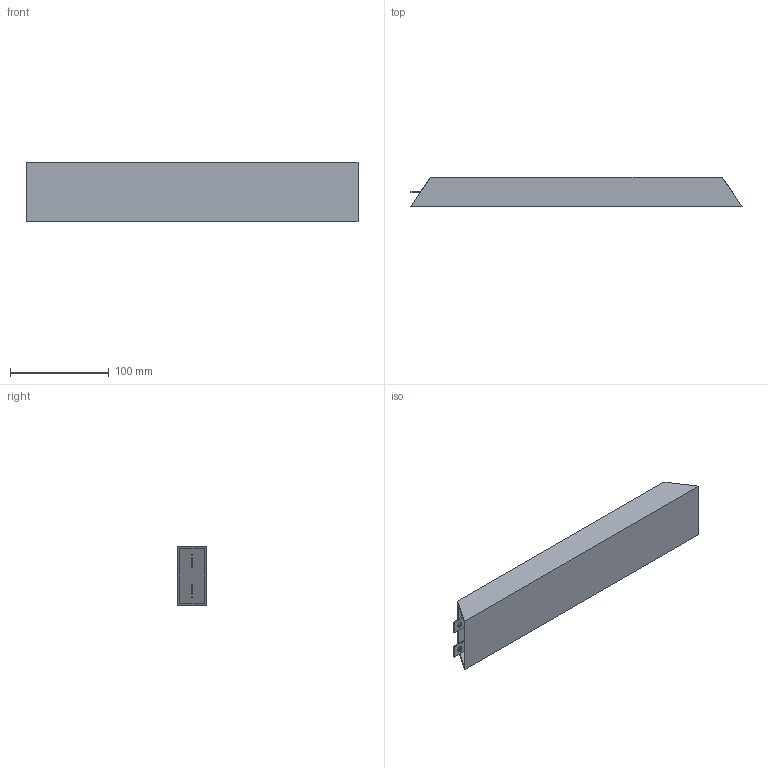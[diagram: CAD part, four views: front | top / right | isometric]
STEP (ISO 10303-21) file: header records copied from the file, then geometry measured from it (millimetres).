
FILE_DESCRIPTION (( 'STEP AP214' ), '1' );
FILE_NAME ('GS-47P5-BR.step', '2016-03-16T16:54:14', ( '' ), ( '' ), 'SwSTEP 2.0', 'SolidWorks 2015', '' );
FILE_SCHEMA (( 'AUTOMOTIVE_DESIGN' ));
Length unit declared in the file: millimetre
Products named in the file (1): GS-47P5-BR
Bounding box: 335.73 x 30 x 60 mm (x, y, z)
Volume: 518813 mm3; surface area: 68124.9 mm2
Topology: 3 solids, 3 shells, 36 faces, 84 edges, 56 vertices
Faces by surface type: plane 28, cylinder 8
Entity records: 1084 total; most frequent: CARTESIAN_POINT 177, DIRECTION 174, ORIENTED_EDGE 168, EDGE_CURVE 84, LINE 68, VECTOR 68, VERTEX_POINT 56, AXIS2_PLACEMENT_3D 53
